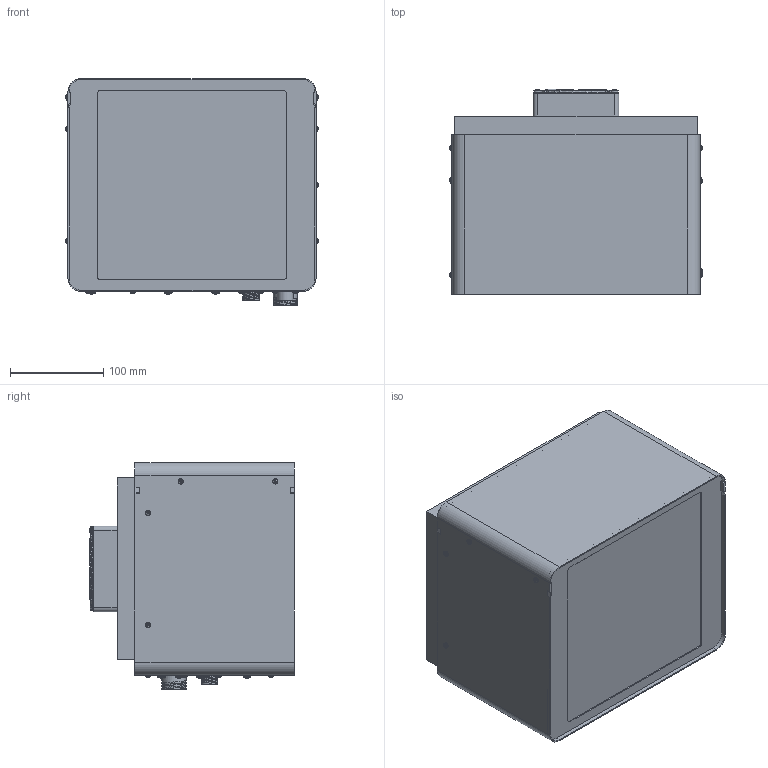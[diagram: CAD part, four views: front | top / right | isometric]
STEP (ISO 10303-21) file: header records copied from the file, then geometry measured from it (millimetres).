
FILE_DESCRIPTION (( 'STEP AP203' ), '1' );
FILE_NAME ('40835 REFL HSG 2000 MAIN.STEP', '2019-07-10T13:24:10', ( '' ), ( '' ), 'SwSTEP 2.0', 'SolidWorks 2017', '' );
FILE_SCHEMA (( 'CONFIG_CONTROL_DESIGN' ));
Length unit declared in the file: inch
Products named in the file (1): 40835 REFL HSG 2000 MAIN
Bounding box: 271.45 x 220.26 x 243.93 mm (x, y, z)
Volume: 11292060.3 mm3; surface area: 337582 mm2
Topology: 1 solids, 3 shells, 1818 faces, 4652 edges, 2983 vertices
Faces by surface type: plane 1527, cylinder 172, torus 60, sphere 39, bspline 12, cone 8
Full cylindrical faces by diameter (mm): 1.08 x9, 1.092 x8, 1.6 x4, 2.083 x8, 3.327 x7, 4 x2, 5.563 x8, 5.6 x21, 8 x8, 10.516 x1, 10.77 x1, 16.637 x1, 17.45 x1, 21.869 x1, 26.06 x1, 88.9 x2
Entity records: 57055 total; most frequent: CARTESIAN_POINT 14056, ORIENTED_EDGE 8862, DIRECTION 8542, EDGE_CURVE 4431, LINE 3280, VECTOR 3280, VERTEX_POINT 2907, AXIS2_PLACEMENT_3D 2631
